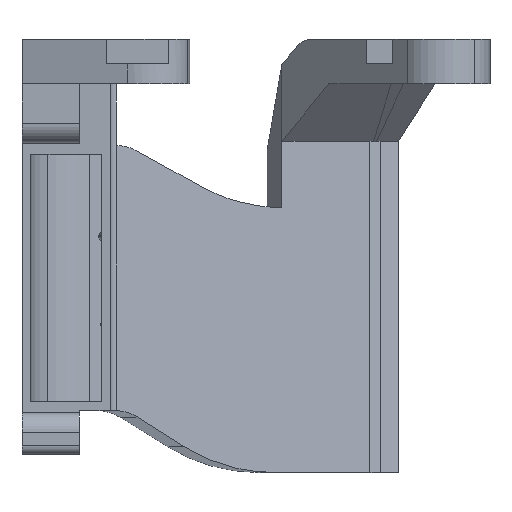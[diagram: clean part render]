
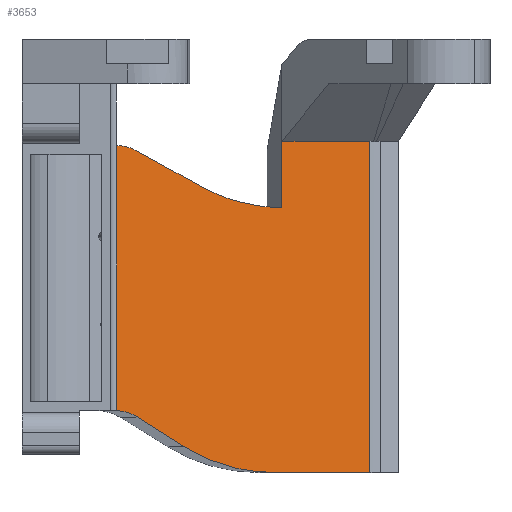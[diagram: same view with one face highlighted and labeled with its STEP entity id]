
A CAD part, top view. The second image highlights one B-rep face of the part: STEP entity #3653.
In plain terms, the highlighted planar face has unit normal (0.268, 0, 0.963).
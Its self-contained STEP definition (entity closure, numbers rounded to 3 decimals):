
#17 = VERTEX_POINT ( 'NONE', #2578 ) ;
#26 = DIRECTION ( 'NONE',  ( 0., 1., 0. ) ) ;
#38 = CARTESIAN_POINT ( 'NONE',  ( -18.298, 9.589, 5.093 ) ) ;
#70 = CARTESIAN_POINT ( 'NONE',  ( -21.672, -19.061, 6.032 ) ) ;
#94 = CARTESIAN_POINT ( 'NONE',  ( -15.156, -22., 4.218 ) ) ;
#138 = EDGE_CURVE ( 'NONE', #1159, #1055, #2165, .T. ) ;
#142 = CARTESIAN_POINT ( 'NONE',  ( -18.61, -20.995, 5.18 ) ) ;
#234 = ORIENTED_EDGE ( 'NONE', *, *, #1059, .T. ) ;
#307 = CARTESIAN_POINT ( 'NONE',  ( -29.268, -15.004, 8.146 ) ) ;
#358 = ORIENTED_EDGE ( 'NONE', *, *, #3394, .F. ) ;
#412 = CARTESIAN_POINT ( 'NONE',  ( -30., -22., 8.35 ) ) ;
#423 = CARTESIAN_POINT ( 'NONE',  ( -15.276, 8.6, 4.252 ) ) ;
#486 = ORIENTED_EDGE ( 'NONE', *, *, #3566, .F. ) ;
#527 = VERTEX_POINT ( 'NONE', #2093 ) ;
#543 = VERTEX_POINT ( 'NONE', #2778 ) ;
#593 = VECTOR ( 'NONE', #26, 1000. ) ;
#625 = CARTESIAN_POINT ( 'NONE',  ( -27.029, 14.409, 7.523 ) ) ;
#650 = LINE ( 'NONE', #4212, #3891 ) ;
#718 = LINE ( 'NONE', #1813, #1491 ) ;
#735 = CARTESIAN_POINT ( 'NONE',  ( -0.611, 0., 0.17 ) ) ;
#747 = ORIENTED_EDGE ( 'NONE', *, *, #3464, .F. ) ;
#818 = CARTESIAN_POINT ( 'NONE',  ( -28.885, 14.996, 8.039 ) ) ;
#826 = LINE ( 'NONE', #3689, #1170 ) ;
#857 = ORIENTED_EDGE ( 'NONE', *, *, #4644, .T. ) ;
#890 = VERTEX_POINT ( 'NONE', #2724 ) ;
#908 = DIRECTION ( 'NONE',  ( 0.268, 0., 0.963 ) ) ;
#993 = CARTESIAN_POINT ( 'NONE',  ( -26.936, -15.735, 7.497 ) ) ;
#1055 = VERTEX_POINT ( 'NONE', #3967 ) ;
#1059 = EDGE_CURVE ( 'NONE', #2453, #1252, #1781, .T. ) ;
#1106 = CARTESIAN_POINT ( 'NONE',  ( -25.415, 13.518, 7.073 ) ) ;
#1115 = DIRECTION ( 'NONE',  ( 0., 1., 0. ) ) ;
#1149 = EDGE_CURVE ( 'NONE', #527, #1335, #4241, .T. ) ;
#1159 = VERTEX_POINT ( 'NONE', #4409 ) ;
#1170 = VECTOR ( 'NONE', #1115, 1000. ) ;
#1203 = CARTESIAN_POINT ( 'NONE',  ( -13.735, 8.201, 3.823 ) ) ;
#1252 = VERTEX_POINT ( 'NONE', #1511 ) ;
#1335 = VERTEX_POINT ( 'NONE', #4357 ) ;
#1481 = CARTESIAN_POINT ( 'NONE',  ( -16.817, 8.998, 4.68 ) ) ;
#1491 = VECTOR ( 'NONE', #4372, 1000. ) ;
#1511 = CARTESIAN_POINT ( 'NONE',  ( -0.611, 15.5, 0.17 ) ) ;
#1513 = VERTEX_POINT ( 'NONE', #1535 ) ;
#1535 = CARTESIAN_POINT ( 'NONE',  ( -29.268, -15.004, 8.146 ) ) ;
#1736 = EDGE_CURVE ( 'NONE', #2453, #1335, #3710, .T. ) ;
#1750 = VECTOR ( 'NONE', #2547, 1000. ) ;
#1771 = CARTESIAN_POINT ( 'NONE',  ( -28.135, 14.85, 7.83 ) ) ;
#1781 = LINE ( 'NONE', #735, #593 ) ;
#1795 = CARTESIAN_POINT ( 'NONE',  ( -27.75, 14.75, 7.723 ) ) ;
#1813 = CARTESIAN_POINT ( 'NONE',  ( -13.205, 15.5, 3.675 ) ) ;
#1855 = DIRECTION ( 'NONE',  ( -0.963, 0., 0.268 ) ) ;
#1888 = CARTESIAN_POINT ( 'NONE',  ( -29.268, 15., 8.146 ) ) ;
#1899 = CARTESIAN_POINT ( 'NONE',  ( -11.568, -22., 3.219 ) ) ;
#1936 = ORIENTED_EDGE ( 'NONE', *, *, #1149, .T. ) ;
#1937 = EDGE_CURVE ( 'NONE', #1055, #890, #826, .T. ) ;
#1959 = CARTESIAN_POINT ( 'NONE',  ( -12.159, 8., 3.384 ) ) ;
#1981 = CARTESIAN_POINT ( 'NONE',  ( -15.276, 8.6, 4.252 ) ) ;
#2074 = DIRECTION ( 'NONE',  ( 0., -1., 0. ) ) ;
#2093 = CARTESIAN_POINT ( 'NONE',  ( -21.672, -19.061, 6.032 ) ) ;
#2165 =( BOUNDED_CURVE ( )  B_SPLINE_CURVE ( 3, ( #1981, #1203, #1959, #2646 ),
 .UNSPECIFIED., .F., .T. ) 
 B_SPLINE_CURVE_WITH_KNOTS ( ( 4, 4 ),
 ( 1.325, 1.571 ),
 .UNSPECIFIED. ) 
 CURVE ( )  GEOMETRIC_REPRESENTATION_ITEM ( )  RATIONAL_B_SPLINE_CURVE ( ( 1., 0.995, 0.995, 1. ) ) 
 REPRESENTATION_ITEM ( '' )  );
#2185 = VERTEX_POINT ( 'NONE', #2813 ) ;
#2242 = ORIENTED_EDGE ( 'NONE', *, *, #1736, .F. ) ;
#2267 = EDGE_CURVE ( 'NONE', #1513, #543, #4268, .T. ) ;
#2277 = CARTESIAN_POINT ( 'NONE',  ( -28.506, 14.946, 7.934 ) ) ;
#2338 =( BOUNDED_CURVE ( )  B_SPLINE_CURVE ( 3, ( #1771, #1795, #4263, #2474 ),
 .UNSPECIFIED., .F., .T. ) 
 B_SPLINE_CURVE_WITH_KNOTS ( ( 4, 4 ),
 ( 4.958, 5.203 ),
 .UNSPECIFIED. ) 
 CURVE ( )  GEOMETRIC_REPRESENTATION_ITEM ( )  RATIONAL_B_SPLINE_CURVE ( ( 1., 0.995, 0.995, 1. ) ) 
 REPRESENTATION_ITEM ( '' )  );
#2453 = VERTEX_POINT ( 'NONE', #3374 ) ;
#2474 = CARTESIAN_POINT ( 'NONE',  ( -27.029, 14.409, 7.523 ) ) ;
#2517 =( BOUNDED_CURVE ( )  B_SPLINE_CURVE ( 3, ( #1888, #818, #2277, #3652 ),
 .UNSPECIFIED., .F., .F. ) 
 B_SPLINE_CURVE_WITH_KNOTS ( ( 4, 4 ),
 ( 4.721, 4.958 ),
 .UNSPECIFIED. ) 
 CURVE ( )  GEOMETRIC_REPRESENTATION_ITEM ( )  RATIONAL_B_SPLINE_CURVE ( ( 1., 0.995, 0.995, 1. ) ) 
 REPRESENTATION_ITEM ( '' )  );
#2525 = ORIENTED_EDGE ( 'NONE', *, *, #138, .F. ) ;
#2530 = ORIENTED_EDGE ( 'NONE', *, *, #3797, .T. ) ;
#2547 = DIRECTION ( 'NONE',  ( -0.851, 0.47, 0.237 ) ) ;
#2578 = CARTESIAN_POINT ( 'NONE',  ( -28.135, 14.85, 7.83 ) ) ;
#2646 = CARTESIAN_POINT ( 'NONE',  ( -10.571, 8., 2.942 ) ) ;
#2724 = CARTESIAN_POINT ( 'NONE',  ( -10.571, 15.5, 2.942 ) ) ;
#2773 = AXIS2_PLACEMENT_3D ( 'NONE', #3835, #908, #4116 ) ;
#2778 = CARTESIAN_POINT ( 'NONE',  ( -26.936, -15.735, 7.497 ) ) ;
#2790 = CARTESIAN_POINT ( 'NONE',  ( -28.438, -15.038, 7.915 ) ) ;
#2813 = CARTESIAN_POINT ( 'NONE',  ( -19.699, 10.362, 5.483 ) ) ;
#2847 = CARTESIAN_POINT ( 'NONE',  ( -29.268, 15., 8.146 ) ) ;
#2902 = LINE ( 'NONE', #1106, #1750 ) ;
#2960 = ORIENTED_EDGE ( 'NONE', *, *, #3732, .T. ) ;
#2994 = ORIENTED_EDGE ( 'NONE', *, *, #3913, .T. ) ;
#3073 = VECTOR ( 'NONE', #3225, 1000. ) ;
#3125 = VECTOR ( 'NONE', #1855, 1000. ) ;
#3196 = ORIENTED_EDGE ( 'NONE', *, *, #1937, .F. ) ;
#3212 = CARTESIAN_POINT ( 'NONE',  ( -27.644, -15.287, 7.694 ) ) ;
#3225 = DIRECTION ( 'NONE',  ( 0.823, -0.52, -0.229 ) ) ;
#3240 = EDGE_LOOP ( 'NONE', ( #2242, #234, #2994, #3196, #2525, #486, #857, #358, #747, #2530, #4232, #2960, #1936 ) ) ;
#3280 = CARTESIAN_POINT ( 'NONE',  ( -19.699, 10.362, 5.483 ) ) ;
#3370 = FACE_OUTER_BOUND ( 'NONE', #3240, .T. ) ;
#3374 = CARTESIAN_POINT ( 'NONE',  ( -0.611, -22., 0.17 ) ) ;
#3394 = EDGE_CURVE ( 'NONE', #17, #3783, #2338, .T. ) ;
#3464 = EDGE_CURVE ( 'NONE', #3760, #17, #2517, .T. ) ;
#3566 = EDGE_CURVE ( 'NONE', #2185, #1159, #3613, .T. ) ;
#3613 =( BOUNDED_CURVE ( )  B_SPLINE_CURVE ( 3, ( #3280, #38, #1481, #423 ),
 .UNSPECIFIED., .F., .F. ) 
 B_SPLINE_CURVE_WITH_KNOTS ( ( 4, 4 ),
 ( 1.08, 1.325 ),
 .UNSPECIFIED. ) 
 CURVE ( )  GEOMETRIC_REPRESENTATION_ITEM ( )  RATIONAL_B_SPLINE_CURVE ( ( 1., 0.995, 0.995, 1. ) ) 
 REPRESENTATION_ITEM ( '' )  );
#3652 = CARTESIAN_POINT ( 'NONE',  ( -28.135, 14.85, 7.83 ) ) ;
#3653 = ADVANCED_FACE ( 'NONE', ( #3370 ), #3810, .T. ) ;
#3689 = CARTESIAN_POINT ( 'NONE',  ( -10.571, 8., 2.942 ) ) ;
#3710 = LINE ( 'NONE', #412, #3125 ) ;
#3732 = EDGE_CURVE ( 'NONE', #543, #527, #4550, .T. ) ;
#3760 = VERTEX_POINT ( 'NONE', #2847 ) ;
#3783 = VERTEX_POINT ( 'NONE', #625 ) ;
#3797 = EDGE_CURVE ( 'NONE', #3760, #1513, #650, .T. ) ;
#3810 = PLANE ( 'NONE',  #2773 ) ;
#3835 = CARTESIAN_POINT ( 'NONE',  ( -30., 0., 8.35 ) ) ;
#3891 = VECTOR ( 'NONE', #2074, 1000. ) ;
#3913 = EDGE_CURVE ( 'NONE', #1252, #890, #718, .T. ) ;
#3967 = CARTESIAN_POINT ( 'NONE',  ( -10.571, 8., 2.942 ) ) ;
#4116 = DIRECTION ( 'NONE',  ( 0., -1., 0. ) ) ;
#4212 = CARTESIAN_POINT ( 'NONE',  ( -29.268, -15., 8.146 ) ) ;
#4232 = ORIENTED_EDGE ( 'NONE', *, *, #2267, .T. ) ;
#4241 =( BOUNDED_CURVE ( )  B_SPLINE_CURVE ( 3, ( #70, #142, #94, #1899 ),
 .UNSPECIFIED., .F., .T. ) 
 B_SPLINE_CURVE_WITH_KNOTS ( ( 4, 4 ),
 ( 1.022, 1.571 ),
 .UNSPECIFIED. ) 
 CURVE ( )  GEOMETRIC_REPRESENTATION_ITEM ( )  RATIONAL_B_SPLINE_CURVE ( ( 1., 0.975, 0.975, 1. ) ) 
 REPRESENTATION_ITEM ( '' )  );
#4263 = CARTESIAN_POINT ( 'NONE',  ( -27.379, 14.603, 7.62 ) ) ;
#4268 =( BOUNDED_CURVE ( )  B_SPLINE_CURVE ( 3, ( #307, #2790, #3212, #993 ),
 .UNSPECIFIED., .F., .T. ) 
 B_SPLINE_CURVE_WITH_KNOTS ( ( 4, 4 ),
 ( 1.611, 2.12 ),
 .UNSPECIFIED. ) 
 CURVE ( )  GEOMETRIC_REPRESENTATION_ITEM ( )  RATIONAL_B_SPLINE_CURVE ( ( 1., 0.979, 0.979, 1. ) ) 
 REPRESENTATION_ITEM ( '' )  );
#4302 = CARTESIAN_POINT ( 'NONE',  ( -26.1, -16.263, 7.264 ) ) ;
#4357 = CARTESIAN_POINT ( 'NONE',  ( -11.568, -22., 3.219 ) ) ;
#4372 = DIRECTION ( 'NONE',  ( -0.963, 0., 0.268 ) ) ;
#4409 = CARTESIAN_POINT ( 'NONE',  ( -15.276, 8.6, 4.252 ) ) ;
#4550 = LINE ( 'NONE', #4302, #3073 ) ;
#4644 = EDGE_CURVE ( 'NONE', #2185, #3783, #2902, .T. ) ;
